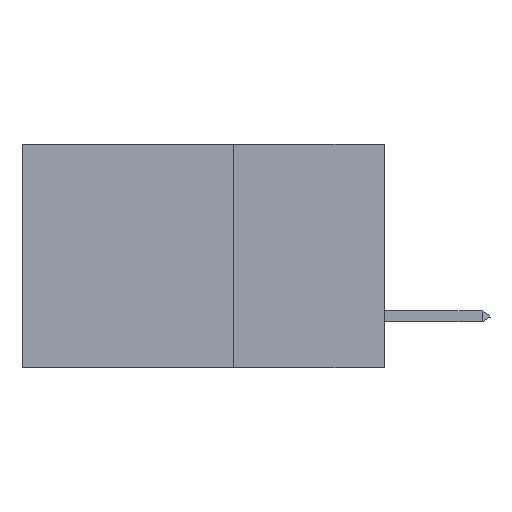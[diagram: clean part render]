
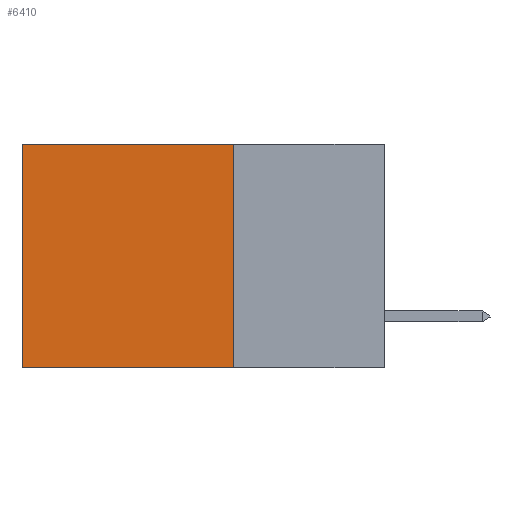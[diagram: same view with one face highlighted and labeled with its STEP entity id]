
A CAD part, left-side view. The second image highlights one B-rep face of the part: STEP entity #6410.
In plain terms, the highlighted planar face has unit normal (-1, 0, 0).
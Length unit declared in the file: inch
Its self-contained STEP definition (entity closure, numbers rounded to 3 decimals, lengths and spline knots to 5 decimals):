
#463 = VECTOR ( 'NONE', #23340, 39.37008 ) ;
#1131 = VECTOR ( 'NONE', #8364, 39.37008 ) ;
#1599 = ORIENTED_EDGE ( 'NONE', *, *, #22301, .F. ) ;
#2102 = LINE ( 'NONE', #13998, #17152 ) ;
#2431 = AXIS2_PLACEMENT_3D ( 'NONE', #23406, #7934, #19376 ) ;
#2883 = VERTEX_POINT ( 'NONE', #15302 ) ;
#3766 = CARTESIAN_POINT ( 'NONE',  ( 0.2875, 0.25, 0. ) ) ;
#3993 = PLANE ( 'NONE',  #2431 ) ;
#4121 = LINE ( 'NONE', #17923, #1131 ) ;
#5473 = EDGE_CURVE ( 'NONE', #2883, #18447, #14958, .T. ) ;
#5907 = FACE_OUTER_BOUND ( 'NONE', #23754, .T. ) ;
#6410 = ADVANCED_FACE ( 'NONE', ( #5907 ), #3993, .F. ) ;
#6806 = EDGE_CURVE ( 'NONE', #18447, #14883, #4121, .T. ) ;
#7934 = DIRECTION ( 'NONE',  ( 1., 0., 0. ) ) ;
#8364 = DIRECTION ( 'NONE',  ( 0., 0., -1. ) ) ;
#9288 = VECTOR ( 'NONE', #14862, 39.37008 ) ;
#10421 = CARTESIAN_POINT ( 'NONE',  ( 0.2875, 0.6, 0. ) ) ;
#10698 = LINE ( 'NONE', #3766, #463 ) ;
#12630 = CARTESIAN_POINT ( 'NONE',  ( 0.2875, 0.25, -0.37 ) ) ;
#12710 = EDGE_CURVE ( 'NONE', #2883, #21730, #10698, .T. ) ;
#12977 = CARTESIAN_POINT ( 'NONE',  ( 0.2875, 0.6, -0.37 ) ) ;
#13838 = DIRECTION ( 'NONE',  ( 0., 1., 0. ) ) ;
#13998 = CARTESIAN_POINT ( 'NONE',  ( 0.2875, 0.25, -0.37 ) ) ;
#14591 = ORIENTED_EDGE ( 'NONE', *, *, #6806, .T. ) ;
#14862 = DIRECTION ( 'NONE',  ( 0., 1., 0. ) ) ;
#14883 = VERTEX_POINT ( 'NONE', #12977 ) ;
#14958 = LINE ( 'NONE', #16894, #9288 ) ;
#15014 = ORIENTED_EDGE ( 'NONE', *, *, #12710, .F. ) ;
#15302 = CARTESIAN_POINT ( 'NONE',  ( 0.2875, 0.25, 0. ) ) ;
#16894 = CARTESIAN_POINT ( 'NONE',  ( 0.2875, 0.25, 0. ) ) ;
#17152 = VECTOR ( 'NONE', #13838, 39.37008 ) ;
#17755 = ORIENTED_EDGE ( 'NONE', *, *, #5473, .T. ) ;
#17923 = CARTESIAN_POINT ( 'NONE',  ( 0.2875, 0.6, 0. ) ) ;
#18447 = VERTEX_POINT ( 'NONE', #10421 ) ;
#19376 = DIRECTION ( 'NONE',  ( 0., 0., -1. ) ) ;
#21730 = VERTEX_POINT ( 'NONE', #12630 ) ;
#22301 = EDGE_CURVE ( 'NONE', #21730, #14883, #2102, .T. ) ;
#23340 = DIRECTION ( 'NONE',  ( 0., 0., -1. ) ) ;
#23406 = CARTESIAN_POINT ( 'NONE',  ( 0.2875, 0.25, 0. ) ) ;
#23754 = EDGE_LOOP ( 'NONE', ( #14591, #1599, #15014, #17755 ) ) ;
